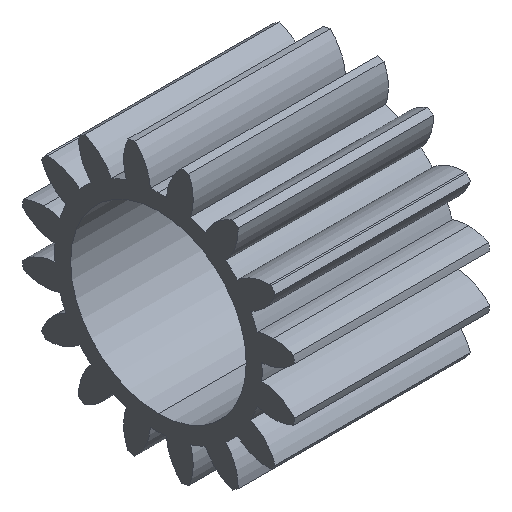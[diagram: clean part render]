
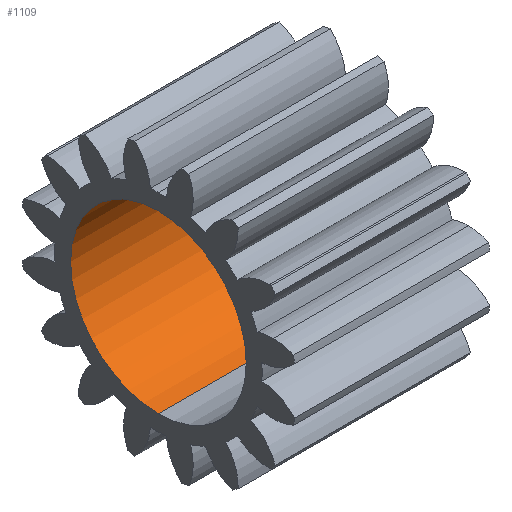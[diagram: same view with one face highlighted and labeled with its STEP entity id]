
A CAD part, isometric view. The second image highlights one B-rep face of the part: STEP entity #1109.
In plain terms, the highlighted cylindrical face has radius 4 mm (diameter 8 mm), a partial arc.
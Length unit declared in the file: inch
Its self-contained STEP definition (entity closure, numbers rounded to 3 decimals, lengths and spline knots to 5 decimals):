
#10 = DIRECTION ( 'NONE',  ( -1., 0., 0. ) ) ;
#86 = CARTESIAN_POINT ( 'NONE',  ( -0.21483, -0.02032, 0.15168 ) ) ;
#101 = AXIS2_PLACEMENT_3D ( 'NONE', #854, #2281, #1072 ) ;
#116 = CIRCLE ( 'NONE', #2535, 0.15748 ) ;
#230 = ORIENTED_EDGE ( 'NONE', *, *, #573, .F. ) ;
#338 = ORIENTED_EDGE ( 'NONE', *, *, #1494, .T. ) ;
#357 = CARTESIAN_POINT ( 'NONE',  ( 0.13521, -0.02032, -0.16328 ) ) ;
#422 = ORIENTED_EDGE ( 'NONE', *, *, #1028, .F. ) ;
#503 = DIRECTION ( 'NONE',  ( 1., 0., 0. ) ) ;
#542 = VERTEX_POINT ( 'NONE', #896 ) ;
#554 = CYLINDRICAL_SURFACE ( 'NONE', #101, 0.15748 ) ;
#573 = EDGE_CURVE ( 'NONE', #542, #1261, #661, .T. ) ;
#637 = DIRECTION ( 'NONE',  ( 0., 0., -1. ) ) ;
#661 = CIRCLE ( 'NONE', #2287, 0.15748 ) ;
#668 = CARTESIAN_POINT ( 'NONE',  ( 0.13521, -0.02032, -0.0058 ) ) ;
#740 = LINE ( 'NONE', #1394, #2352 ) ;
#854 = CARTESIAN_POINT ( 'NONE',  ( 1.75368, -0.02032, -0.0058 ) ) ;
#875 = LINE ( 'NONE', #1662, #1882 ) ;
#896 = CARTESIAN_POINT ( 'NONE',  ( -0.21483, -0.02032, -0.16328 ) ) ;
#1028 = EDGE_CURVE ( 'NONE', #1848, #542, #740, .T. ) ;
#1072 = DIRECTION ( 'NONE',  ( 0., 0., 1. ) ) ;
#1109 = ADVANCED_FACE ( 'NONE', ( #2227 ), #554, .F. ) ;
#1205 = CARTESIAN_POINT ( 'NONE',  ( 0.13521, -0.02032, 0.15168 ) ) ;
#1261 = VERTEX_POINT ( 'NONE', #86 ) ;
#1394 = CARTESIAN_POINT ( 'NONE',  ( 1.75368, -0.02032, -0.16328 ) ) ;
#1494 = EDGE_CURVE ( 'NONE', #1804, #1261, #875, .T. ) ;
#1498 = DIRECTION ( 'NONE',  ( -1., 0., 0. ) ) ;
#1658 = DIRECTION ( 'NONE',  ( 1., 0., 0. ) ) ;
#1662 = CARTESIAN_POINT ( 'NONE',  ( 1.75368, -0.02032, 0.15168 ) ) ;
#1724 = CARTESIAN_POINT ( 'NONE',  ( -0.21483, -0.02032, -0.0058 ) ) ;
#1804 = VERTEX_POINT ( 'NONE', #1205 ) ;
#1848 = VERTEX_POINT ( 'NONE', #357 ) ;
#1882 = VECTOR ( 'NONE', #1498, 39.37008 ) ;
#1919 = DIRECTION ( 'NONE',  ( 0., 0., 1. ) ) ;
#2106 = EDGE_CURVE ( 'NONE', #1848, #1804, #116, .T. ) ;
#2170 = ORIENTED_EDGE ( 'NONE', *, *, #2106, .T. ) ;
#2227 = FACE_OUTER_BOUND ( 'NONE', #2361, .T. ) ;
#2281 = DIRECTION ( 'NONE',  ( -1., 0., 0. ) ) ;
#2287 = AXIS2_PLACEMENT_3D ( 'NONE', #1724, #503, #1919 ) ;
#2352 = VECTOR ( 'NONE', #10, 39.37008 ) ;
#2361 = EDGE_LOOP ( 'NONE', ( #422, #2170, #338, #230 ) ) ;
#2535 = AXIS2_PLACEMENT_3D ( 'NONE', #668, #1658, #637 ) ;
